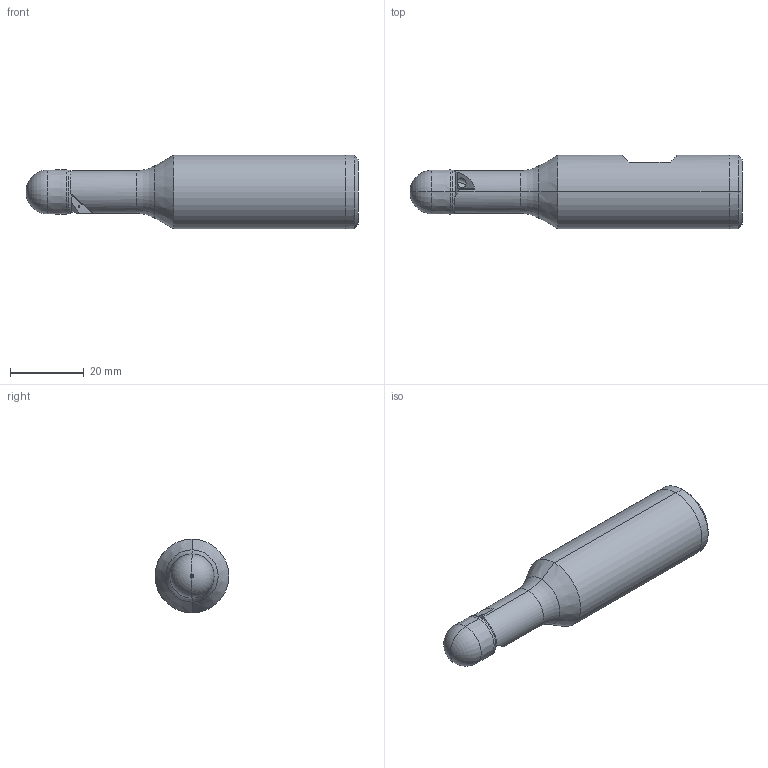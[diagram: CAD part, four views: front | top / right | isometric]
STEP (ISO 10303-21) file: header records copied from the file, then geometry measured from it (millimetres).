
FILE_DESCRIPTION (( 'STEP AP214' ), '1' );
FILE_NAME ('KF-12-29-K01-20.STEP', '2019-08-19T06:48:16', ( '' ), ( '' ), 'SwSTEP 2.0', 'SolidWorks 2019', '' );
FILE_SCHEMA (( 'AUTOMOTIVE_DESIGN' ));
Length unit declared in the file: millimetre
Products named in the file (1): KF-12-29-K01-20
Bounding box: 90 x 20 x 20 mm (x, y, z)
Volume: 19176.4 mm3; surface area: 6107.6 mm2
Topology: 1 solids, 1 shells, 90 faces, 217 edges, 134 vertices
Faces by surface type: cone 26, plane 26, torus 19, cylinder 17, bspline 2
Entity records: 3224 total; most frequent: CARTESIAN_POINT 952, ORIENTED_EDGE 430, DIRECTION 407, EDGE_CURVE 215, AXIS2_PLACEMENT_3D 173, VERTEX_POINT 134, EDGE_LOOP 97, ADVANCED_FACE 90
